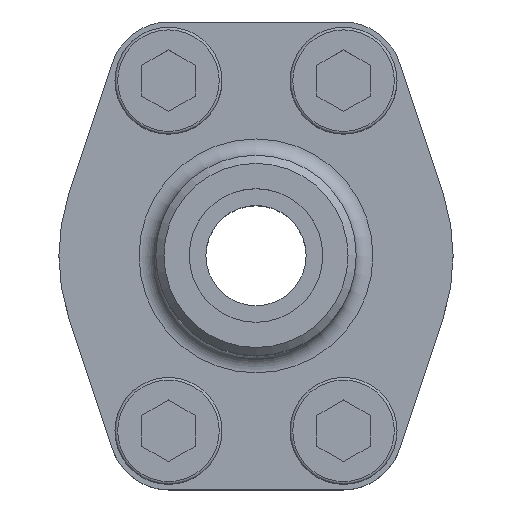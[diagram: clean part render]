
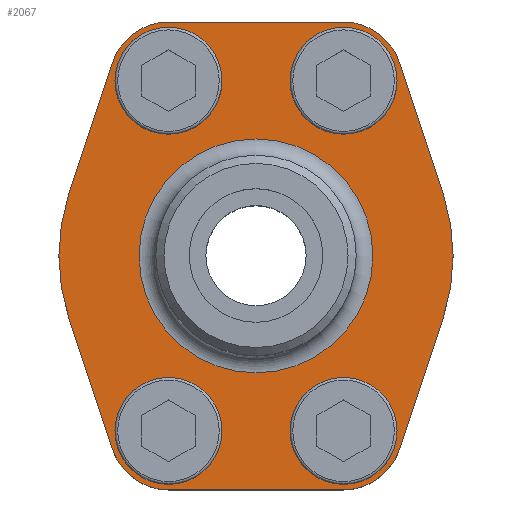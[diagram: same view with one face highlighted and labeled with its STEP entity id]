
A CAD part, top view. The second image highlights one B-rep face of the part: STEP entity #2067.
In plain terms, the highlighted planar face has unit normal (0, 0, 1).
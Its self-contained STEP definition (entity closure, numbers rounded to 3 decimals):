
#44=LINE('',#2815,#140);
#48=LINE('',#2825,#144);
#51=LINE('',#2833,#147);
#54=LINE('',#2841,#150);
#57=LINE('',#2849,#153);
#60=LINE('',#2857,#156);
#140=VECTOR('',#2374,1000.);
#144=VECTOR('',#2384,1000.);
#147=VECTOR('',#2393,1000.);
#150=VECTOR('',#2402,1000.);
#153=VECTOR('',#2411,1000.);
#156=VECTOR('',#2420,1000.);
#237=PLANE('',#2199);
#365=ORIENTED_EDGE('',*,*,#669,.F.);
#366=ORIENTED_EDGE('',*,*,#670,.F.);
#367=ORIENTED_EDGE('',*,*,#671,.F.);
#368=ORIENTED_EDGE('',*,*,#672,.F.);
#369=ORIENTED_EDGE('',*,*,#673,.T.);
#370=ORIENTED_EDGE('',*,*,#642,.T.);
#371=ORIENTED_EDGE('',*,*,#645,.T.);
#372=ORIENTED_EDGE('',*,*,#647,.T.);
#373=ORIENTED_EDGE('',*,*,#649,.T.);
#374=ORIENTED_EDGE('',*,*,#651,.T.);
#375=ORIENTED_EDGE('',*,*,#653,.T.);
#376=ORIENTED_EDGE('',*,*,#655,.T.);
#377=ORIENTED_EDGE('',*,*,#657,.T.);
#378=ORIENTED_EDGE('',*,*,#659,.T.);
#379=ORIENTED_EDGE('',*,*,#661,.T.);
#380=ORIENTED_EDGE('',*,*,#663,.T.);
#381=ORIENTED_EDGE('',*,*,#668,.T.);
#642=EDGE_CURVE('',#809,#808,#44,.T.);
#645=EDGE_CURVE('',#808,#810,#933,.T.);
#647=EDGE_CURVE('',#810,#811,#48,.T.);
#649=EDGE_CURVE('',#811,#812,#934,.T.);
#651=EDGE_CURVE('',#812,#813,#51,.T.);
#653=EDGE_CURVE('',#813,#814,#935,.T.);
#655=EDGE_CURVE('',#814,#815,#54,.T.);
#657=EDGE_CURVE('',#815,#816,#936,.T.);
#659=EDGE_CURVE('',#816,#817,#57,.T.);
#661=EDGE_CURVE('',#817,#818,#937,.T.);
#663=EDGE_CURVE('',#818,#819,#60,.T.);
#668=EDGE_CURVE('',#819,#809,#942,.T.);
#669=EDGE_CURVE('',#824,#824,#943,.T.);
#670=EDGE_CURVE('',#825,#825,#944,.T.);
#671=EDGE_CURVE('',#826,#826,#945,.T.);
#672=EDGE_CURVE('',#827,#827,#946,.T.);
#673=EDGE_CURVE('',#828,#828,#947,.T.);
#808=VERTEX_POINT('',#2814);
#809=VERTEX_POINT('',#2816);
#810=VERTEX_POINT('',#2820);
#811=VERTEX_POINT('',#2824);
#812=VERTEX_POINT('',#2828);
#813=VERTEX_POINT('',#2832);
#814=VERTEX_POINT('',#2836);
#815=VERTEX_POINT('',#2840);
#816=VERTEX_POINT('',#2844);
#817=VERTEX_POINT('',#2848);
#818=VERTEX_POINT('',#2852);
#819=VERTEX_POINT('',#2856);
#824=VERTEX_POINT('',#2874);
#825=VERTEX_POINT('',#2876);
#826=VERTEX_POINT('',#2878);
#827=VERTEX_POINT('',#2880);
#828=VERTEX_POINT('',#2882);
#933=CIRCLE('',#2175,29.5);
#934=CIRCLE('',#2178,8.8);
#935=CIRCLE('',#2181,8.8);
#936=CIRCLE('',#2184,29.5);
#937=CIRCLE('',#2187,8.8);
#942=CIRCLE('',#2198,8.8);
#943=CIRCLE('',#2200,8.);
#944=CIRCLE('',#2201,8.);
#945=CIRCLE('',#2202,8.);
#946=CIRCLE('',#2203,8.);
#947=CIRCLE('',#2204,17.5);
#1021=EDGE_LOOP('',(#365));
#1022=EDGE_LOOP('',(#366));
#1023=EDGE_LOOP('',(#367));
#1024=EDGE_LOOP('',(#368));
#1025=EDGE_LOOP('',(#369));
#1026=EDGE_LOOP('',(#370,#371,#372,#373,#374,#375,#376,#377,#378,#379,#380,
#381));
#1185=FACE_BOUND('',#1021,.T.);
#1186=FACE_BOUND('',#1022,.T.);
#1187=FACE_BOUND('',#1023,.T.);
#1188=FACE_BOUND('',#1024,.T.);
#1189=FACE_BOUND('',#1025,.T.);
#1190=FACE_BOUND('',#1026,.T.);
#2067=ADVANCED_FACE('',(#1185,#1186,#1187,#1188,#1189,#1190),#237,.T.);
#2175=AXIS2_PLACEMENT_3D('',#2821,#2379,#2380);
#2178=AXIS2_PLACEMENT_3D('',#2829,#2388,#2389);
#2181=AXIS2_PLACEMENT_3D('',#2837,#2397,#2398);
#2184=AXIS2_PLACEMENT_3D('',#2845,#2406,#2407);
#2187=AXIS2_PLACEMENT_3D('',#2853,#2415,#2416);
#2198=AXIS2_PLACEMENT_3D('',#2871,#2439,#2440);
#2199=AXIS2_PLACEMENT_3D('',#2872,#2441,#2442);
#2200=AXIS2_PLACEMENT_3D('',#2873,#2443,#2444);
#2201=AXIS2_PLACEMENT_3D('',#2875,#2445,#2446);
#2202=AXIS2_PLACEMENT_3D('',#2877,#2447,#2448);
#2203=AXIS2_PLACEMENT_3D('',#2879,#2449,#2450);
#2204=AXIS2_PLACEMENT_3D('',#2881,#2451,#2452);
#2374=DIRECTION('',(-0.316,-0.949,0.));
#2379=DIRECTION('',(0.,0.,1.));
#2380=DIRECTION('',(1.,0.,0.));
#2384=DIRECTION('',(0.316,-0.949,0.));
#2388=DIRECTION('',(0.,0.,1.));
#2389=DIRECTION('',(1.,0.,0.));
#2393=DIRECTION('',(1.,0.,0.));
#2397=DIRECTION('',(0.,0.,1.));
#2398=DIRECTION('',(1.,0.,0.));
#2402=DIRECTION('',(0.316,0.949,0.));
#2406=DIRECTION('',(0.,0.,1.));
#2407=DIRECTION('',(1.,0.,0.));
#2411=DIRECTION('',(-0.316,0.949,0.));
#2415=DIRECTION('',(0.,0.,1.));
#2416=DIRECTION('',(1.,0.,0.));
#2420=DIRECTION('',(-1.,0.,0.));
#2439=DIRECTION('',(0.,0.,1.));
#2440=DIRECTION('',(1.,0.,0.));
#2441=DIRECTION('',(0.,0.,1.));
#2442=DIRECTION('',(1.,0.,0.));
#2443=DIRECTION('',(0.,0.,1.));
#2444=DIRECTION('',(1.,0.,0.));
#2445=DIRECTION('',(0.,0.,1.));
#2446=DIRECTION('',(1.,0.,0.));
#2447=DIRECTION('',(0.,0.,1.));
#2448=DIRECTION('',(1.,0.,0.));
#2449=DIRECTION('',(0.,0.,1.));
#2450=DIRECTION('',(1.,0.,0.));
#2451=DIRECTION('',(0.,0.,-1.));
#2452=DIRECTION('',(-1.,0.,0.));
#2814=CARTESIAN_POINT('',(-27.992,9.311,18.));
#2815=CARTESIAN_POINT('',(-21.45,28.978,18.));
#2816=CARTESIAN_POINT('',(-21.45,28.978,18.));
#2820=CARTESIAN_POINT('',(-27.992,-9.311,18.));
#2821=CARTESIAN_POINT('',(0.,0.,18.));
#2824=CARTESIAN_POINT('',(-21.45,-28.978,18.));
#2825=CARTESIAN_POINT('',(-27.992,-9.311,18.));
#2828=CARTESIAN_POINT('',(-13.1,-35.,18.));
#2829=CARTESIAN_POINT('',(-13.1,-26.2,18.));
#2832=CARTESIAN_POINT('',(13.1,-35.,18.));
#2833=CARTESIAN_POINT('',(-13.1,-35.,18.));
#2836=CARTESIAN_POINT('',(21.45,-28.978,18.));
#2837=CARTESIAN_POINT('',(13.1,-26.2,18.));
#2840=CARTESIAN_POINT('',(27.992,-9.311,18.));
#2841=CARTESIAN_POINT('',(21.45,-28.978,18.));
#2844=CARTESIAN_POINT('',(27.992,9.311,18.));
#2845=CARTESIAN_POINT('',(0.,0.,18.));
#2848=CARTESIAN_POINT('',(21.45,28.978,18.));
#2849=CARTESIAN_POINT('',(27.992,9.311,18.));
#2852=CARTESIAN_POINT('',(13.1,35.,18.));
#2853=CARTESIAN_POINT('',(13.1,26.2,18.));
#2856=CARTESIAN_POINT('',(-13.1,35.,18.));
#2857=CARTESIAN_POINT('',(13.1,35.,18.));
#2871=CARTESIAN_POINT('',(-13.1,26.2,18.));
#2872=CARTESIAN_POINT('',(0.,0.,18.));
#2873=CARTESIAN_POINT('',(13.1,-26.2,18.));
#2874=CARTESIAN_POINT('',(21.1,-26.2,18.));
#2875=CARTESIAN_POINT('',(-13.1,-26.2,18.));
#2876=CARTESIAN_POINT('',(-5.1,-26.2,18.));
#2877=CARTESIAN_POINT('',(-13.1,26.2,18.));
#2878=CARTESIAN_POINT('',(-5.1,26.2,18.));
#2879=CARTESIAN_POINT('',(13.1,26.2,18.));
#2880=CARTESIAN_POINT('',(21.1,26.2,18.));
#2881=CARTESIAN_POINT('',(0.,0.,18.));
#2882=CARTESIAN_POINT('',(-17.5,0.,18.));
